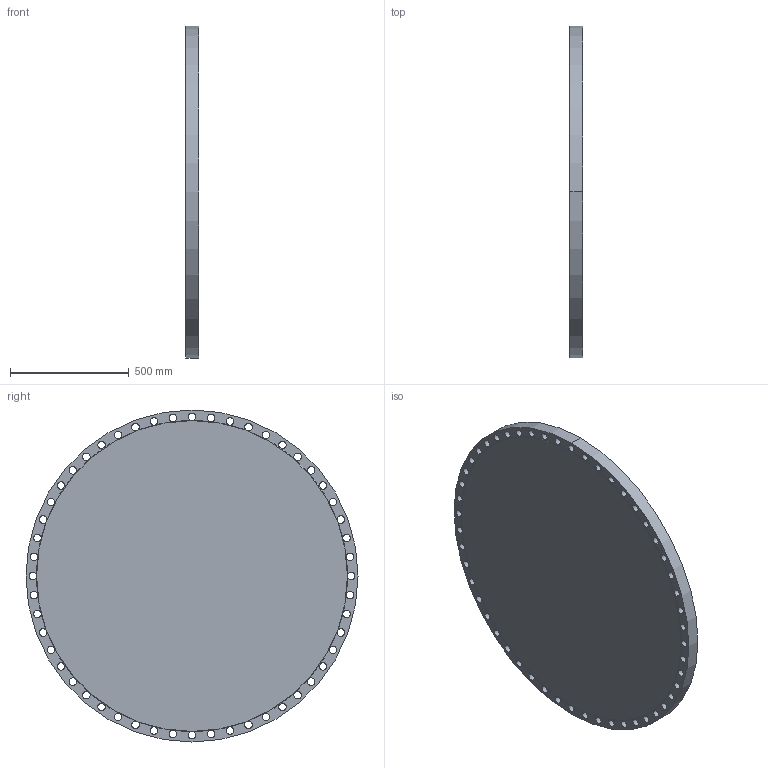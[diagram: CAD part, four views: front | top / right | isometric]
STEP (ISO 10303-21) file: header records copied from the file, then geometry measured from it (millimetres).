
FILE_DESCRIPTION (( 'STEP AP203' ), '1' );
FILE_NAME ('48_CL75_WN_B161_RF_BLF.STEP', '2024-01-12T21:48:48', ( '' ), ( '' ), 'SwSTEP 2.0', 'SolidWorks 2023', '' );
FILE_SCHEMA (( 'CONFIG_CONTROL_DESIGN' ));
Length unit declared in the file: inch
Products named in the file (1): 48_CL75_WN_B161_RF_BLF
Bounding box: 55.56 x 1397 x 1397 mm (x, y, z)
Volume: 82643662.1 mm3; surface area: 3506605.8 mm2
Topology: 1 solids, 1 shells, 111 faces, 423 edges, 263 vertices
Faces by surface type: cylinder 108, plane 3
Entity records: 4883 total; most frequent: DIRECTION 962, ORIENTED_EDGE 846, CARTESIAN_POINT 798, AXIS2_PLACEMENT_3D 427, EDGE_CURVE 423, CIRCLE 315, VERTEX_POINT 263, EDGE_LOOP 164
